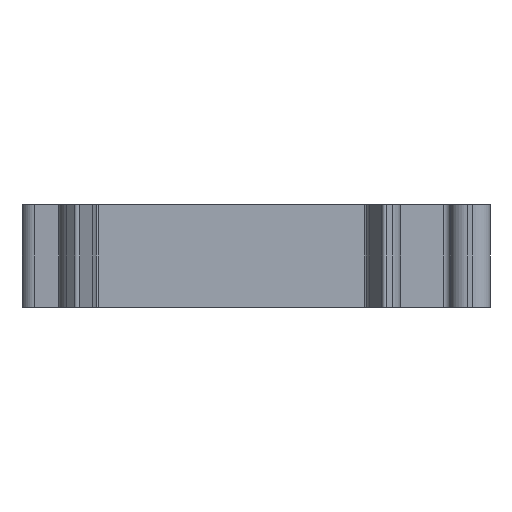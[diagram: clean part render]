
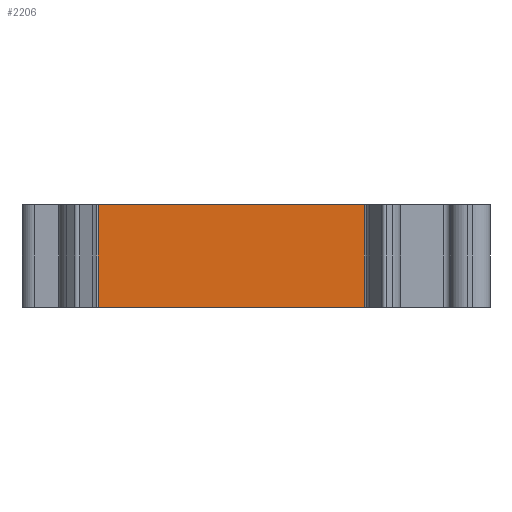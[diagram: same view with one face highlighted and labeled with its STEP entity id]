
A CAD part, front view. The second image highlights one B-rep face of the part: STEP entity #2206.
In plain terms, the highlighted planar face has unit normal (0, -1, 0).
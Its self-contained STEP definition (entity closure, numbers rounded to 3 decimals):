
#43=PLANE('',#2423);
#110=FACE_OUTER_BOUND('',#226,.T.);
#226=EDGE_LOOP('',(#1637,#1638,#1639,#1640));
#462=LINE('',#3349,#687);
#520=LINE('',#3568,#745);
#521=LINE('',#3571,#746);
#522=LINE('',#3572,#747);
#687=VECTOR('',#2650,10.);
#745=VECTOR('',#2828,10.);
#746=VECTOR('',#2831,10.);
#747=VECTOR('',#2832,10.);
#916=VERTEX_POINT('',#3346);
#917=VERTEX_POINT('',#3348);
#1018=VERTEX_POINT('',#3566);
#1019=VERTEX_POINT('',#3570);
#1152=EDGE_CURVE('',#916,#917,#462,.T.);
#1262=EDGE_CURVE('',#916,#1018,#520,.T.);
#1263=EDGE_CURVE('',#1019,#1018,#521,.T.);
#1264=EDGE_CURVE('',#917,#1019,#522,.T.);
#1637=ORIENTED_EDGE('',*,*,#1262,.T.);
#1638=ORIENTED_EDGE('',*,*,#1263,.F.);
#1639=ORIENTED_EDGE('',*,*,#1264,.F.);
#1640=ORIENTED_EDGE('',*,*,#1152,.F.);
#2206=ADVANCED_FACE('',(#110),#43,.T.);
#2423=AXIS2_PLACEMENT_3D('',#3569,#2829,#2830);
#2650=DIRECTION('',(-1.,0.,0.));
#2828=DIRECTION('',(0.,0.,1.));
#2829=DIRECTION('center_axis',(0.,-1.,0.));
#2830=DIRECTION('ref_axis',(1.,0.,0.));
#2831=DIRECTION('',(1.,0.,0.));
#2832=DIRECTION('',(0.,0.,1.));
#3346=CARTESIAN_POINT('',(-0.05,0.,-7.5));
#3348=CARTESIAN_POINT('',(-38.95,0.,-7.5));
#3349=CARTESIAN_POINT('',(-38.95,0.,-7.5));
#3566=CARTESIAN_POINT('',(-0.05,0.,7.5));
#3568=CARTESIAN_POINT('',(-0.05,0.,0.));
#3569=CARTESIAN_POINT('Origin',(-38.95,0.,0.));
#3570=CARTESIAN_POINT('',(-38.95,0.,7.5));
#3571=CARTESIAN_POINT('',(-38.95,0.,7.5));
#3572=CARTESIAN_POINT('',(-38.95,0.,0.));
